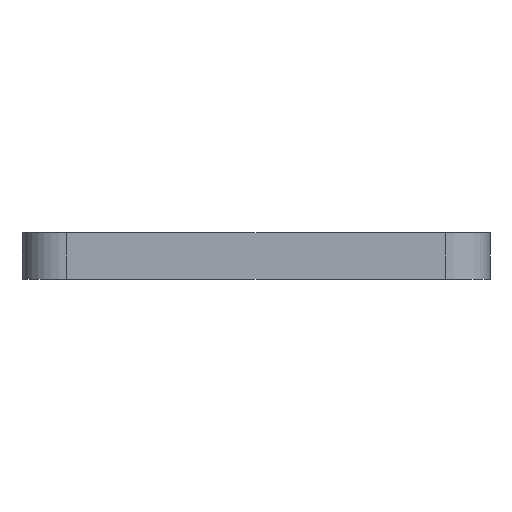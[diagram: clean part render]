
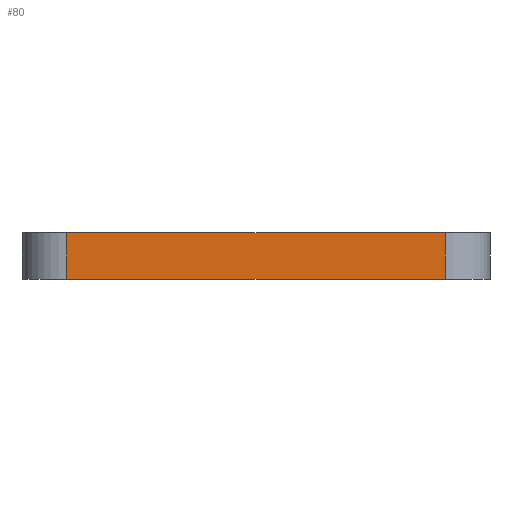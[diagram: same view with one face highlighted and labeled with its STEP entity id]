
A CAD part, front view. The second image highlights one B-rep face of the part: STEP entity #80.
In plain terms, the highlighted planar face has unit normal (0, -1, 0).
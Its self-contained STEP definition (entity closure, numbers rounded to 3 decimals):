
#80=ADVANCED_FACE('',(#216),#1994,.T.);
#216=FACE_OUTER_BOUND('',#345,.T.);
#345=EDGE_LOOP('',(#732,#733,#734,#735));
#732=ORIENTED_EDGE('',*,*,#1195,.F.);
#733=ORIENTED_EDGE('',*,*,#1196,.F.);
#734=ORIENTED_EDGE('',*,*,#1197,.F.);
#735=ORIENTED_EDGE('',*,*,#1018,.F.);
#1018=EDGE_CURVE('',#1720,#1721,#1506,.T.);
#1195=EDGE_CURVE('',#1846,#1720,#1635,.T.);
#1196=EDGE_CURVE('',#1847,#1846,#1636,.T.);
#1197=EDGE_CURVE('',#1721,#1847,#1637,.T.);
#1506=B_SPLINE_CURVE_WITH_KNOTS('',1,(#3366,#3367),.UNSPECIFIED.,.F.,.F.,
(2,2),(0.,34.),.UNSPECIFIED.);
#1635=B_SPLINE_CURVE_WITH_KNOTS('',1,(#3768,#3769),.UNSPECIFIED.,.F.,.F.,
(2,2),(-4.15,0.),.UNSPECIFIED.);
#1636=B_SPLINE_CURVE_WITH_KNOTS('',1,(#3770,#3771),.UNSPECIFIED.,.F.,.F.,
(2,2),(-34.,0.),.UNSPECIFIED.);
#1637=B_SPLINE_CURVE_WITH_KNOTS('',1,(#3772,#3773),.UNSPECIFIED.,.F.,.F.,
(2,2),(-4.15,0.),.UNSPECIFIED.);
#1720=VERTEX_POINT('',#3182);
#1721=VERTEX_POINT('',#3183);
#1846=VERTEX_POINT('',#3308);
#1847=VERTEX_POINT('',#3309);
#1994=PLANE('',#2160);
#2160=AXIS2_PLACEMENT_3D('',#2918,#2349,$);
#2349=DIRECTION('',(0.,-1.,0.));
#2918=CARTESIAN_POINT('',(20.4,-21.,-0.415));
#3182=CARTESIAN_POINT('',(17.,-21.,0.));
#3183=CARTESIAN_POINT('',(-17.,-21.,0.));
#3308=CARTESIAN_POINT('',(17.,-21.,4.15));
#3309=CARTESIAN_POINT('',(-17.,-21.,4.15));
#3366=CARTESIAN_POINT('',(17.,-21.,0.));
#3367=CARTESIAN_POINT('',(-17.,-21.,0.));
#3768=CARTESIAN_POINT('',(17.,-21.,4.15));
#3769=CARTESIAN_POINT('',(17.,-21.,0.));
#3770=CARTESIAN_POINT('',(-17.,-21.,4.15));
#3771=CARTESIAN_POINT('',(17.,-21.,4.15));
#3772=CARTESIAN_POINT('',(-17.,-21.,0.));
#3773=CARTESIAN_POINT('',(-17.,-21.,4.15));
